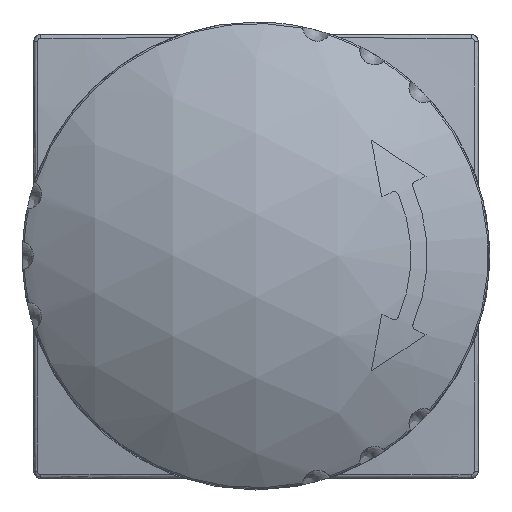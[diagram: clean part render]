
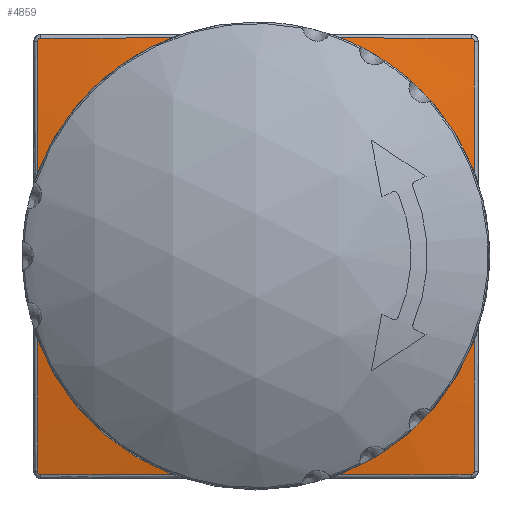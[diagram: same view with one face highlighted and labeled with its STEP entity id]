
A CAD part, top view. The second image highlights one B-rep face of the part: STEP entity #4859.
In plain terms, the highlighted conical face has half-angle 80 degrees and reference radius 32.204 mm.
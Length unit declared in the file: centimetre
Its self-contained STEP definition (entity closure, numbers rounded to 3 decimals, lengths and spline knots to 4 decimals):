
#154=CONICAL_SURFACE('',#5381,3.2204,80.);
#290=B_SPLINE_CURVE_WITH_KNOTS('',3,(#9308,#9309,#9310,#9311,#9312,#9313),
 .UNSPECIFIED.,.F.,.F.,(4,1,1,4),(-2.9042,-2.0744,-1.2446,
0.),.UNSPECIFIED.);
#291=B_SPLINE_CURVE_WITH_KNOTS('',3,(#9315,#9316,#9317,#9318,#9319),
 .UNSPECIFIED.,.F.,.F.,(4,1,4),(0.,0.0157,0.0313),
 .UNSPECIFIED.);
#292=B_SPLINE_CURVE_WITH_KNOTS('',3,(#9321,#9322,#9323,#9324,#9325,#9326),
 .UNSPECIFIED.,.F.,.F.,(4,1,1,4),(-2.9042,-2.0744,-1.2446,
0.),.UNSPECIFIED.);
#293=B_SPLINE_CURVE_WITH_KNOTS('',3,(#9328,#9329,#9330,#9331,#9332),
 .UNSPECIFIED.,.F.,.F.,(4,1,4),(0.,0.0157,0.0313),
 .UNSPECIFIED.);
#294=B_SPLINE_CURVE_WITH_KNOTS('',3,(#9334,#9335,#9336,#9337,#9338,#9339),
 .UNSPECIFIED.,.F.,.F.,(4,1,1,4),(-2.9042,-2.0744,-1.2446,
0.),.UNSPECIFIED.);
#295=B_SPLINE_CURVE_WITH_KNOTS('',3,(#9341,#9342,#9343,#9344,#9345),
 .UNSPECIFIED.,.F.,.F.,(4,1,4),(0.,0.0157,0.0313),
 .UNSPECIFIED.);
#296=B_SPLINE_CURVE_WITH_KNOTS('',3,(#9347,#9348,#9349,#9350,#9351,#9352),
 .UNSPECIFIED.,.F.,.F.,(4,1,1,4),(-2.9042,-1.6595,-0.8298,
0.),.UNSPECIFIED.);
#297=B_SPLINE_CURVE_WITH_KNOTS('',3,(#9353,#9354,#9355,#9356,#9357),
 .UNSPECIFIED.,.F.,.F.,(4,1,4),(0.,0.0157,
0.0313),.UNSPECIFIED.);
#1013=FACE_BOUND('',#1564,.T.);
#1263=FACE_OUTER_BOUND('',#1563,.T.);
#1563=EDGE_LOOP('',(#4340,#4341,#4342,#4343,#4344,#4345,#4346,#4347));
#1564=EDGE_LOOP('',(#4348));
#1843=CIRCLE('',#5380,1.4665);
#2297=VERTEX_POINT('',#9303);
#2298=VERTEX_POINT('',#9306);
#2299=VERTEX_POINT('',#9307);
#2300=VERTEX_POINT('',#9314);
#2301=VERTEX_POINT('',#9320);
#2302=VERTEX_POINT('',#9327);
#2303=VERTEX_POINT('',#9333);
#2304=VERTEX_POINT('',#9340);
#2305=VERTEX_POINT('',#9346);
#2989=EDGE_CURVE('',#2297,#2297,#1843,.T.);
#2990=EDGE_CURVE('',#2298,#2299,#290,.T.);
#2991=EDGE_CURVE('',#2300,#2298,#291,.T.);
#2992=EDGE_CURVE('',#2301,#2300,#292,.T.);
#2993=EDGE_CURVE('',#2302,#2301,#293,.T.);
#2994=EDGE_CURVE('',#2303,#2302,#294,.T.);
#2995=EDGE_CURVE('',#2304,#2303,#295,.T.);
#2996=EDGE_CURVE('',#2305,#2304,#296,.T.);
#2997=EDGE_CURVE('',#2299,#2305,#297,.T.);
#4340=ORIENTED_EDGE('',*,*,#2990,.F.);
#4341=ORIENTED_EDGE('',*,*,#2991,.F.);
#4342=ORIENTED_EDGE('',*,*,#2992,.F.);
#4343=ORIENTED_EDGE('',*,*,#2993,.F.);
#4344=ORIENTED_EDGE('',*,*,#2994,.F.);
#4345=ORIENTED_EDGE('',*,*,#2995,.F.);
#4346=ORIENTED_EDGE('',*,*,#2996,.F.);
#4347=ORIENTED_EDGE('',*,*,#2997,.F.);
#4348=ORIENTED_EDGE('',*,*,#2989,.F.);
#4859=ADVANCED_FACE('',(#1263,#1013),#154,.T.);
#5380=AXIS2_PLACEMENT_3D('',#9304,#6703,#6704);
#5381=AXIS2_PLACEMENT_3D('',#9305,#6705,#6706);
#6703=DIRECTION('center_axis',(0.,0.,
1.));
#6704=DIRECTION('ref_axis',(-1.,0.,0.));
#6705=DIRECTION('center_axis',(0.,0.,
-1.));
#6706=DIRECTION('ref_axis',(-1.,0.,0.));
#9303=CARTESIAN_POINT('',(1.4665,0.,2.8721));
#9304=CARTESIAN_POINT('Origin',(0.,0.,
2.8721));
#9305=CARTESIAN_POINT('Origin',(0.,0.,
2.5628));
#9306=CARTESIAN_POINT('',(1.4712,1.4512,2.7663));
#9307=CARTESIAN_POINT('',(1.4712,-1.4512,2.7663));
#9308=CARTESIAN_POINT('Ctrl Pts',(1.4712,1.4512,2.7663));
#9309=CARTESIAN_POINT('Ctrl Pts',(1.4716,1.1763,2.8003));
#9310=CARTESIAN_POINT('Ctrl Pts',(1.4725,0.6252,2.8602));
#9311=CARTESIAN_POINT('Ctrl Pts',(1.473,-0.3478,2.8863));
#9312=CARTESIAN_POINT('Ctrl Pts',(1.4717,-1.0389,2.8173));
#9313=CARTESIAN_POINT('Ctrl Pts',(1.4712,-1.4512,2.7663));
#9314=CARTESIAN_POINT('',(1.4512,1.4712,2.7663));
#9315=CARTESIAN_POINT('Ctrl Pts',(1.4512,1.4712,2.7663));
#9316=CARTESIAN_POINT('Ctrl Pts',(1.4563,1.4712,2.7657));
#9317=CARTESIAN_POINT('Ctrl Pts',(1.4668,1.4669,2.7649));
#9318=CARTESIAN_POINT('Ctrl Pts',(1.4712,1.4563,2.7657));
#9319=CARTESIAN_POINT('Ctrl Pts',(1.4712,1.4512,2.7663));
#9320=CARTESIAN_POINT('',(-1.4512,1.4712,2.7663));
#9321=CARTESIAN_POINT('Ctrl Pts',(-1.4512,1.4712,2.7663));
#9322=CARTESIAN_POINT('Ctrl Pts',(-1.1763,1.4716,2.8003));
#9323=CARTESIAN_POINT('Ctrl Pts',(-0.6252,1.4725,2.8602));
#9324=CARTESIAN_POINT('Ctrl Pts',(0.3478,1.473,2.8863));
#9325=CARTESIAN_POINT('Ctrl Pts',(1.0389,1.4717,2.8173));
#9326=CARTESIAN_POINT('Ctrl Pts',(1.4512,1.4712,2.7663));
#9327=CARTESIAN_POINT('',(-1.4712,1.4512,2.7663));
#9328=CARTESIAN_POINT('Ctrl Pts',(-1.4712,1.4512,2.7663));
#9329=CARTESIAN_POINT('Ctrl Pts',(-1.4712,1.4563,2.7657));
#9330=CARTESIAN_POINT('Ctrl Pts',(-1.4669,1.4668,2.7649));
#9331=CARTESIAN_POINT('Ctrl Pts',(-1.4563,1.4712,2.7657));
#9332=CARTESIAN_POINT('Ctrl Pts',(-1.4512,1.4712,2.7663));
#9333=CARTESIAN_POINT('',(-1.4712,-1.4512,2.7663));
#9334=CARTESIAN_POINT('Ctrl Pts',(-1.4712,-1.4512,2.7663));
#9335=CARTESIAN_POINT('Ctrl Pts',(-1.4716,-1.1763,2.8003));
#9336=CARTESIAN_POINT('Ctrl Pts',(-1.4725,-0.6252,2.8602));
#9337=CARTESIAN_POINT('Ctrl Pts',(-1.473,0.3478,2.8863));
#9338=CARTESIAN_POINT('Ctrl Pts',(-1.4717,1.0389,2.8173));
#9339=CARTESIAN_POINT('Ctrl Pts',(-1.4712,1.4512,2.7663));
#9340=CARTESIAN_POINT('',(-1.4512,-1.4712,2.7663));
#9341=CARTESIAN_POINT('Ctrl Pts',(-1.4512,-1.4712,2.7663));
#9342=CARTESIAN_POINT('Ctrl Pts',(-1.4563,-1.4712,2.7657));
#9343=CARTESIAN_POINT('Ctrl Pts',(-1.4668,-1.4669,2.7649));
#9344=CARTESIAN_POINT('Ctrl Pts',(-1.4712,-1.4563,2.7657));
#9345=CARTESIAN_POINT('Ctrl Pts',(-1.4712,-1.4512,2.7663));
#9346=CARTESIAN_POINT('',(1.4512,-1.4712,2.7663));
#9347=CARTESIAN_POINT('Ctrl Pts',(1.4512,-1.4712,2.7663));
#9348=CARTESIAN_POINT('Ctrl Pts',(1.0389,-1.4717,2.8173));
#9349=CARTESIAN_POINT('Ctrl Pts',(0.3478,-1.473,2.8863));
#9350=CARTESIAN_POINT('Ctrl Pts',(-0.6252,-1.4725,
2.8602));
#9351=CARTESIAN_POINT('Ctrl Pts',(-1.1763,-1.4716,2.8003));
#9352=CARTESIAN_POINT('Ctrl Pts',(-1.4512,-1.4712,2.7663));
#9353=CARTESIAN_POINT('Ctrl Pts',(1.4712,-1.4512,2.7663));
#9354=CARTESIAN_POINT('Ctrl Pts',(1.4712,-1.4563,2.7657));
#9355=CARTESIAN_POINT('Ctrl Pts',(1.4668,-1.4669,2.7649));
#9356=CARTESIAN_POINT('Ctrl Pts',(1.4563,-1.4712,2.7657));
#9357=CARTESIAN_POINT('Ctrl Pts',(1.4512,-1.4712,2.7663));
